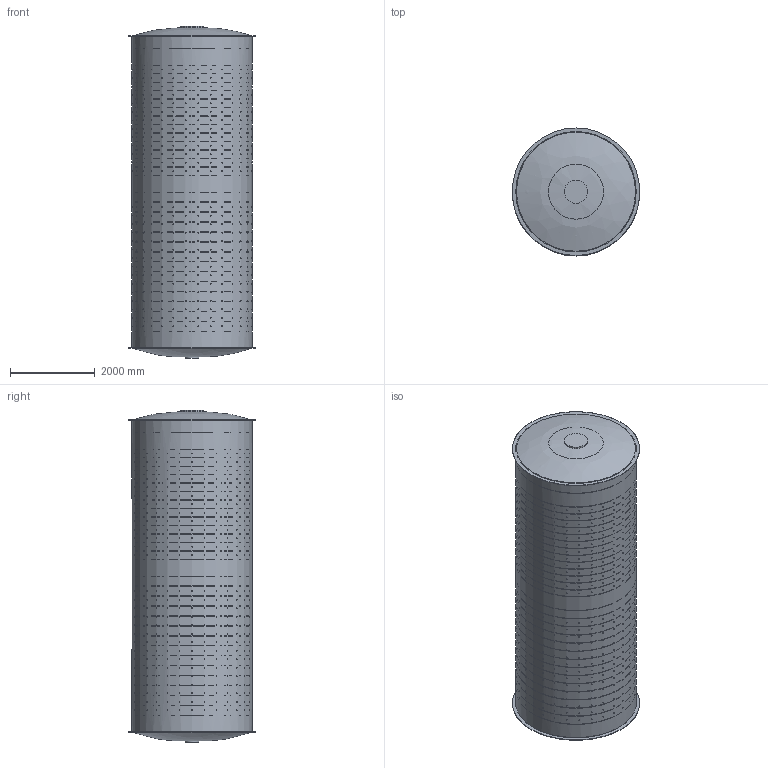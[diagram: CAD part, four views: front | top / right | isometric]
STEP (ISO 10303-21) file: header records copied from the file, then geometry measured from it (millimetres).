
FILE_DESCRIPTION(/* description */ (''),/* implementation_level */ '2;1');
FILE_NAME(/* name */ 'part 2.stp',/* time_stamp */ '2020-12-09T13:27:52+01:00',/* author */ ('Mikes'),/* organization */ (''),/* preprocessor_version */ 'ST-DEVELOPER v18.1',/* originating_system */ 'Autodesk Inventor 2021',/* authorisation */ '');
FILE_SCHEMA (('AUTOMOTIVE_DESIGN { 1 0 10303 214 3 1 1 }'));
Products named in the file (1): 60 sq. EARTH DRUM
Bounding box: 3015 x 3015 x 7850 mm (x, y, z)
Volume: 1268702433 mm3; surface area: 192167023.8 mm2
Topology: 1 solids, 1 shells, 978 faces, 3710 edges, 2798 vertices
Faces by surface type: cylinder 906, plane 66, bspline 4, sphere 2
Full cylindrical faces by diameter (mm): 20 x840, 330 x1, 550 x1, 2710 x30, 2830 x31, 2850 x1, 3015 x2
Entity records: 94523 total; most frequent: CARTESIAN_POINT 63869, ORIENTED_EDGE 7416, EDGE_CURVE 3708, DIRECTION 3420, VERTEX_POINT 2798, EDGE_LOOP 2722, B_SPLINE_CURVE_WITH_KNOTS 2520, FACE_BOUND 1744
